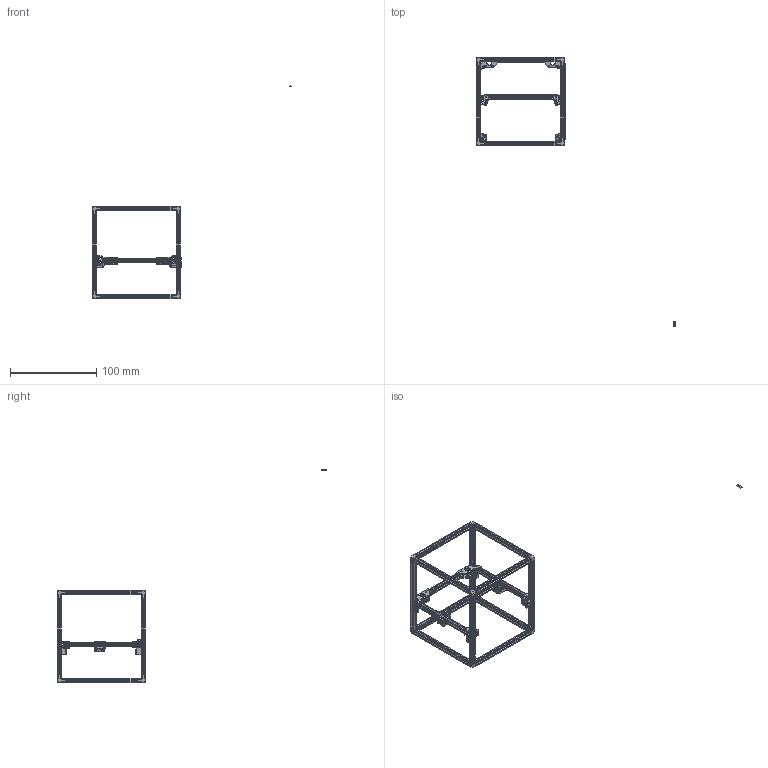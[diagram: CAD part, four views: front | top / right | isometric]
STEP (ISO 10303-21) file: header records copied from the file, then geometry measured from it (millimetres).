
FILE_DESCRIPTION(/* description */ (''),/* implementation_level */ '2;1');
FILE_NAME(/* name */ 'NanoBeamV2.step',/* time_stamp */ '2023-11-11T08:13:53-08:00',/* author */ (''),/* organization */ (''),/* preprocessor_version */ 'ST-DEVELOPER v20',/* originating_system */ 'Autodesk Translation Framework v12.14.0.127',/* authorisation */ '');
FILE_SCHEMA (('AUTOMOTIVE_DESIGN { 1 0 10303 214 3 1 1 }'));
Products named in the file (30): Assembly; Vertical; makerbeamxs-97.5mm-vertical; Horizontal; makerbeamxs-92.5mm-horizontal; Corner_Cubes; CornerCube; Gantry; makerbeamxs-87.5mm-Y-extrusion; makerbeamxs-82.5mm-X-extrusion; makerbeamxs-82.5mm-X-extrusion (1); Front_idler; A/B Drive; XY_Joint(Mirror); XY_Lower (1); XY_upper (1); A/B Drive_1; B Drive Frame Upper; B Drive Frame Lower; Front_idler_1; front_idler_upper; front_idler_left_lower; Tensioner B; 2mmx11mm_pin; XY_Joint; XY_Lower; XY_upper; 2mmx10mm pins; MakerbeamSlot; Z_joint
Assembly tree (56 placements, depth 4):
  Assembly
    Vertical
      makerbeamxs-97.5mm-vertical  x4
    Horizontal
      makerbeamxs-92.5mm-horizontal  x8
    Corner_Cubes
      CornerCube  x8
    Gantry
      makerbeamxs-87.5mm-Y-extrusion  x2
      makerbeamxs-82.5mm-X-extrusion
      makerbeamxs-82.5mm-X-extrusion (1)
      Front_idler
        front_idler_upper
        front_idler_left_lower
        Tensioner B
        2mmx11mm_pin
      A/B Drive
        B Drive Frame Upper
        B Drive Frame Lower
      XY_Joint(Mirror)
        XY_Lower (1)
        XY_upper (1)
      A/B Drive_1
        B Drive Frame Upper
        B Drive Frame Lower
      Front_idler_1
        front_idler_upper
        front_idler_left_lower
        Tensioner B
        2mmx11mm_pin
      XY_Joint
        XY_Lower
        XY_upper
      2mmx10mm pins
    MakerbeamSlot
    Z_joint  x4
Bounding box: 232.07 x 313.27 x 248.25 mm (x, y, z)
Volume: 26515.7 mm3; surface area: 60196.1 mm2
Topology: 53 solids, 53 shells, 3594 faces, 9308 edges, 5858 vertices
Faces by surface type: plane 2204, cylinder 728, cone 278, torus 200, bspline 180, sphere 4
Full cylindrical faces by diameter (mm): 0.85 x6, 0.875 x12, 1.25 x4, 1.35 x28, 1.5 x6, 1.675 x2, 1.7 x2, 2 x10, 2.25 x4, 2.4 x8, 2.45 x8
Entity records: 56364 total; most frequent: CARTESIAN_POINT 13027, DIRECTION 9009, ORIENTED_EDGE 8822, EDGE_CURVE 4411, AXIS2_PLACEMENT_3D 3126, LINE 2757, VECTOR 2757, VERTEX_POINT 2732
